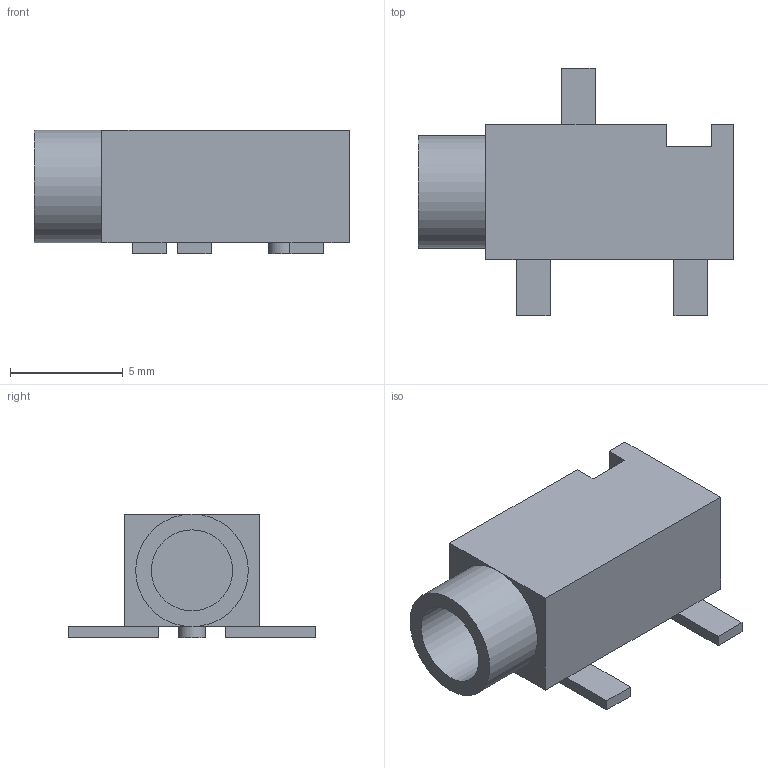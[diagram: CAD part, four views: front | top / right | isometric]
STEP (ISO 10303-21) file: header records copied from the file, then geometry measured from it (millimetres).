
FILE_DESCRIPTION(('FreeCAD Model'),'2;1');
FILE_NAME('Open CASCADE Shape Model','2021-07-03T21:49:58',('Author'),( ''),'Open CASCADE STEP processor 7.4','FreeCAD','Unknown');
FILE_SCHEMA(('AUTOMOTIVE_DESIGN_CC2 { 1 2 10303 214 -1 1 5 4 }'));
Length unit declared in the file: millimetre
Products named in the file (2): Part; Body
Assembly tree (1 placements, depth 2):
  Part
    Body
Bounding box: 14 x 11 x 5.5 mm (x, y, z)
Volume: 358.5 mm3; surface area: 431.8 mm2
Topology: 1 solids, 1 shells, 37 faces, 88 edges, 56 vertices
Faces by surface type: plane 33, cylinder 4
Full cylindrical faces by diameter (mm): 1.2 x2, 3.6 x1, 5 x1
Entity records: 1088 total; most frequent: CARTESIAN_POINT 183, DIRECTION 176, ORIENTED_EDGE 176, EDGE_CURVE 88, LINE 78, VECTOR 78, VERTEX_POINT 56, AXIS2_PLACEMENT_3D 49
